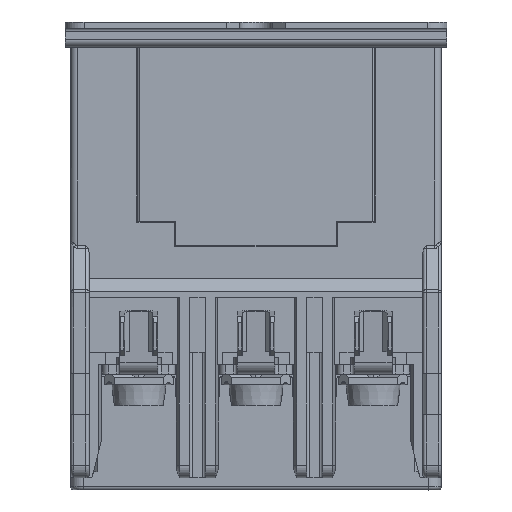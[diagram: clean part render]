
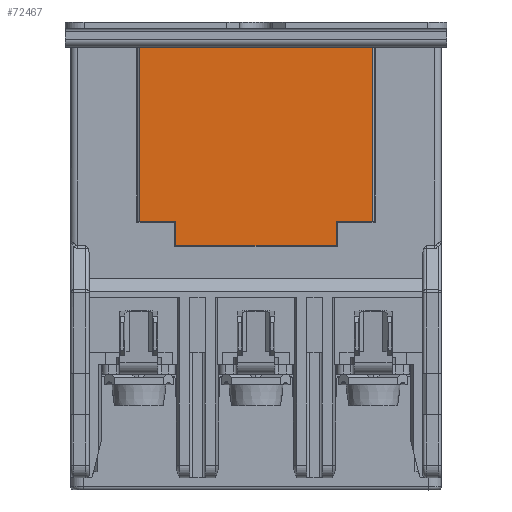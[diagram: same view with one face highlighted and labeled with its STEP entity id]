
A CAD part, front view. The second image highlights one B-rep face of the part: STEP entity #72467.
In plain terms, the highlighted planar face has unit normal (0, -1, 0).
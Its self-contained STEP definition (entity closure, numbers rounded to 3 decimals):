
#71642=DIRECTION('',(1.,0.,0.));
#71643=VECTOR('',#71642,5.7);
#71644=CARTESIAN_POINT('',(41.95,-0.1,-27.5));
#71645=LINE('',#71644,#71643);
#71646=DIRECTION('',(0.,0.,-1.));
#71647=VECTOR('',#71646,3.8);
#71648=CARTESIAN_POINT('',(41.95,-0.1,-27.5));
#71649=LINE('',#71648,#71647);
#71650=DIRECTION('',(-1.,0.,0.));
#71651=VECTOR('',#71650,25.4);
#71652=CARTESIAN_POINT('',(41.95,-0.1,-31.3));
#71653=LINE('',#71652,#71651);
#71654=DIRECTION('',(0.,0.,1.));
#71655=VECTOR('',#71654,3.8);
#71656=CARTESIAN_POINT('',(16.55,-0.1,-31.3));
#71657=LINE('',#71656,#71655);
#71658=DIRECTION('',(1.,0.,0.));
#71659=VECTOR('',#71658,5.7);
#71660=CARTESIAN_POINT('',(10.85,-0.1,-27.5));
#71661=LINE('',#71660,#71659);
#71662=DIRECTION('',(-1.,0.,0.));
#71663=VECTOR('',#71662,36.8);
#71664=CARTESIAN_POINT('',(47.65,-0.1,
0.));
#71665=LINE('',#71664,#71663);
#71670=DIRECTION('',(0.,0.,1.));
#71671=VECTOR('',#71670,27.5);
#71672=CARTESIAN_POINT('',(47.65,-0.1,-27.5));
#71673=LINE('',#71672,#71671);
#71726=DIRECTION('',(0.,0.,-1.));
#71727=VECTOR('',#71726,27.5);
#71728=CARTESIAN_POINT('',(10.85,-0.1,0.));
#71729=LINE('',#71728,#71727);
#71956=CARTESIAN_POINT('',(47.65,-0.1,
0.));
#71957=VERTEX_POINT('',#71956);
#71958=CARTESIAN_POINT('',(10.85,-0.1,0.));
#71959=VERTEX_POINT('',#71958);
#72076=CARTESIAN_POINT('',(16.55,-0.1,-27.5));
#72077=VERTEX_POINT('',#72076);
#72078=CARTESIAN_POINT('',(10.85,-0.1,-27.5));
#72079=VERTEX_POINT('',#72078);
#72094=CARTESIAN_POINT('',(47.65,-0.1,-27.5));
#72095=VERTEX_POINT('',#72094);
#72096=CARTESIAN_POINT('',(41.95,-0.1,-27.5));
#72097=VERTEX_POINT('',#72096);
#72098=CARTESIAN_POINT('',(41.95,-0.1,-31.3));
#72099=VERTEX_POINT('',#72098);
#72100=CARTESIAN_POINT('',(16.55,-0.1,-31.3));
#72101=VERTEX_POINT('',#72100);
#72448=CARTESIAN_POINT('',(29.25,-0.1,-15.65));
#72449=DIRECTION('',(0.,1.,0.));
#72450=DIRECTION('',(1.,0.,0.));
#72451=AXIS2_PLACEMENT_3D('',#72448,#72449,#72450);
#72452=PLANE('',#72451);
#72454=ORIENTED_EDGE('',*,*,#72453,.F.);
#72455=ORIENTED_EDGE('',*,*,#72383,.F.);
#72457=ORIENTED_EDGE('',*,*,#72456,.T.);
#72459=ORIENTED_EDGE('',*,*,#72458,.T.);
#72460=ORIENTED_EDGE('',*,*,#72441,.T.);
#72461=ORIENTED_EDGE('',*,*,#72412,.F.);
#72463=ORIENTED_EDGE('',*,*,#72462,.F.);
#72464=ORIENTED_EDGE('',*,*,#72253,.F.);
#72465=EDGE_LOOP('',(#72454,#72455,#72457,#72459,#72460,#72461,#72463,#72464));
#72466=FACE_OUTER_BOUND('',#72465,.F.);
#72253=EDGE_CURVE('',#71957,#71959,#71665,.T.);
#72383=EDGE_CURVE('',#72097,#72095,#71645,.T.);
#72412=EDGE_CURVE('',#72079,#72077,#71661,.T.);
#72441=EDGE_CURVE('',#72101,#72077,#71657,.T.);
#72453=EDGE_CURVE('',#72095,#71957,#71673,.T.);
#72456=EDGE_CURVE('',#72097,#72099,#71649,.T.);
#72458=EDGE_CURVE('',#72099,#72101,#71653,.T.);
#72462=EDGE_CURVE('',#71959,#72079,#71729,.T.);
#72467=ADVANCED_FACE('',(#72466),#72452,.F.);
